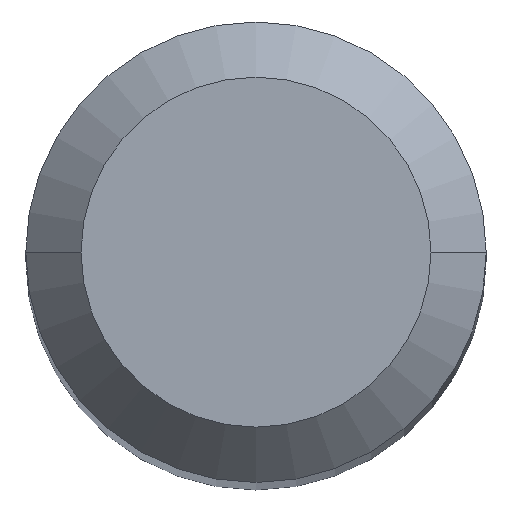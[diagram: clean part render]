
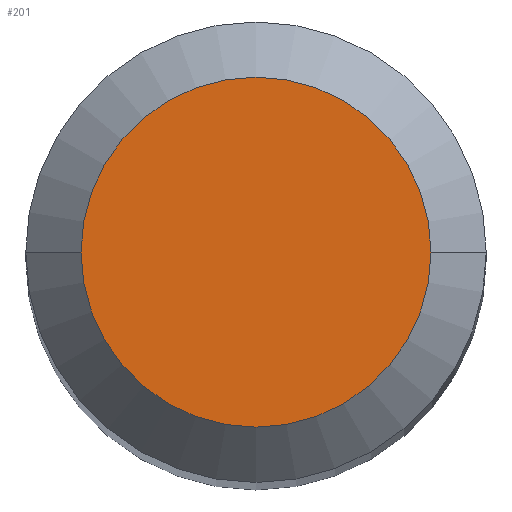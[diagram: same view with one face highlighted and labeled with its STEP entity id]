
A CAD part, top view. The second image highlights one B-rep face of the part: STEP entity #201.
In plain terms, the highlighted planar face has unit normal (0, 0, 1).
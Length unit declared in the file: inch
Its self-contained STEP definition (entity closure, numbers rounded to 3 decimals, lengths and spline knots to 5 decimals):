
#3 = CARTESIAN_POINT ( 'NONE',  ( 0., 0.0475, 0. ) ) ;
#26 = DIRECTION ( 'NONE',  ( 0., 0., 1. ) ) ;
#68 = PLANE ( 'NONE',  #146 ) ;
#83 = CIRCLE ( 'NONE', #212, 0.0475 ) ;
#85 = EDGE_CURVE ( 'NONE', #403, #253, #330, .T. ) ;
#130 = DIRECTION ( 'NONE',  ( 1., 0., 0. ) ) ;
#146 = AXIS2_PLACEMENT_3D ( 'NONE', #3, #148, #395 ) ;
#148 = DIRECTION ( 'NONE',  ( 0., 0., -1. ) ) ;
#167 = CARTESIAN_POINT ( 'NONE',  ( 0., 0., 0. ) ) ;
#183 = FACE_OUTER_BOUND ( 'NONE', #446, .T. ) ;
#188 = ORIENTED_EDGE ( 'NONE', *, *, #85, .T. ) ;
#194 = EDGE_CURVE ( 'NONE', #253, #403, #83, .T. ) ;
#201 = ADVANCED_FACE ( 'NONE', ( #183 ), #68, .F. ) ;
#212 = AXIS2_PLACEMENT_3D ( 'NONE', #425, #261, #293 ) ;
#253 = VERTEX_POINT ( 'NONE', #397 ) ;
#261 = DIRECTION ( 'NONE',  ( 0., 0., 1. ) ) ;
#293 = DIRECTION ( 'NONE',  ( 1., 0., 0. ) ) ;
#330 = CIRCLE ( 'NONE', #391, 0.0475 ) ;
#391 = AXIS2_PLACEMENT_3D ( 'NONE', #167, #26, #130 ) ;
#395 = DIRECTION ( 'NONE',  ( -1., 0., 0. ) ) ;
#397 = CARTESIAN_POINT ( 'NONE',  ( 0.0475, 0., 0. ) ) ;
#403 = VERTEX_POINT ( 'NONE', #422 ) ;
#422 = CARTESIAN_POINT ( 'NONE',  ( -0.0475, 0., 0. ) ) ;
#425 = CARTESIAN_POINT ( 'NONE',  ( 0., 0., 0. ) ) ;
#446 = EDGE_LOOP ( 'NONE', ( #188, #457 ) ) ;
#457 = ORIENTED_EDGE ( 'NONE', *, *, #194, .T. ) ;
